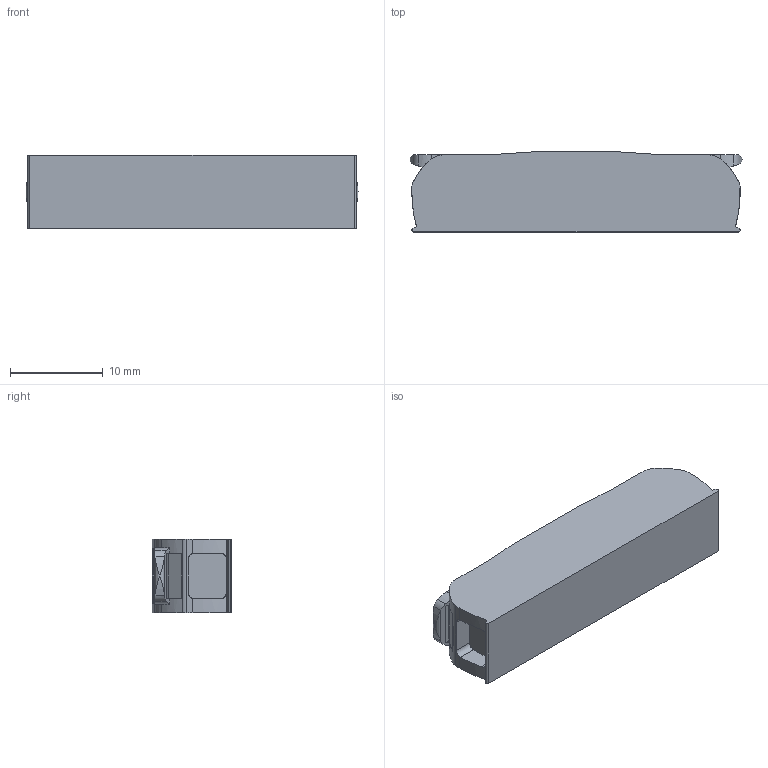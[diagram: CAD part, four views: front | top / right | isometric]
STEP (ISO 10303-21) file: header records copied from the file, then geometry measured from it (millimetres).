
FILE_DESCRIPTION (( 'STEP AP203' ), '1' );
FILE_NAME ('221-2401.step', '2024-11-06T21:09:19', ( '' ), ( '' ), 'SwSTEP 2.0', 'SolidWorks 2023', '' );
FILE_SCHEMA (( 'CONFIG_CONTROL_DESIGN' ));
Length unit declared in the file: millimetre
Products named in the file (1): 221-2401
Bounding box: 35.7 x 8.6 x 7.9 mm (x, y, z)
Volume: 2121.5 mm3; surface area: 2174.1 mm2
Topology: 1 solids, 1 shells, 177 faces, 519 edges, 346 vertices
Faces by surface type: plane 105, cylinder 72
Entity records: 6044 total; most frequent: CARTESIAN_POINT 1181, ORIENTED_EDGE 1038, DIRECTION 977, EDGE_CURVE 519, LINE 349, VECTOR 349, VERTEX_POINT 346, AXIS2_PLACEMENT_3D 314
